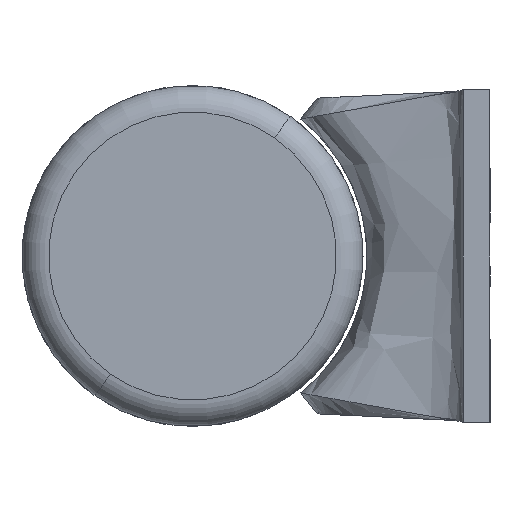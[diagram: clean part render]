
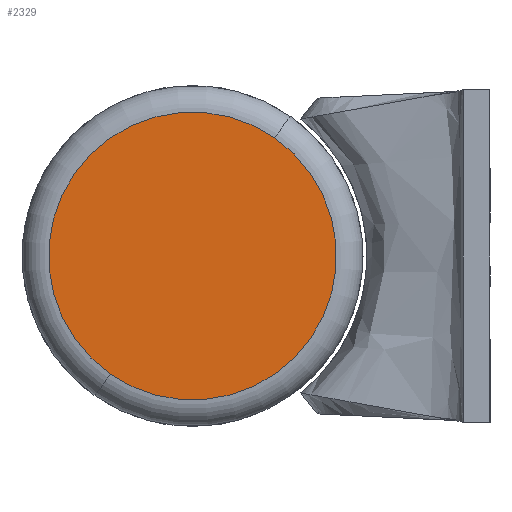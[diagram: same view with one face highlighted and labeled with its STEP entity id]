
A CAD part, left-side view. The second image highlights one B-rep face of the part: STEP entity #2329.
In plain terms, the highlighted planar face has unit normal (-1, 0, 0).
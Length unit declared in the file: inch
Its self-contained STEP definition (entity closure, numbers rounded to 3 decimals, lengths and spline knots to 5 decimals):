
#17 = FACE_OUTER_BOUND ( 'NONE', #4168, .T. ) ;
#194 = VERTEX_POINT ( 'NONE', #3716 ) ;
#470 = DIRECTION ( 'NONE',  ( 1., 0., 0. ) ) ;
#580 = CARTESIAN_POINT ( 'NONE',  ( -0.0785, 0., 0. ) ) ;
#982 = DIRECTION ( 'NONE',  ( 1., 0., 0. ) ) ;
#1103 = VERTEX_POINT ( 'NONE', #2532 ) ;
#1516 = DIRECTION ( 'NONE',  ( 0., 0.572, -0.82 ) ) ;
#1546 = AXIS2_PLACEMENT_3D ( 'NONE', #2458, #982, #2517 ) ;
#2329 = ADVANCED_FACE ( 'NONE', ( #17 ), #3352, .F. ) ;
#2458 = CARTESIAN_POINT ( 'NONE',  ( -0.0785, 0., 0. ) ) ;
#2517 = DIRECTION ( 'NONE',  ( 0., 0.572, -0.82 ) ) ;
#2532 = CARTESIAN_POINT ( 'NONE',  ( -0.0785, -0.09748, 0.13988 ) ) ;
#2669 = ORIENTED_EDGE ( 'NONE', *, *, #4127, .F. ) ;
#3238 = AXIS2_PLACEMENT_3D ( 'NONE', #580, #5356, #1516 ) ;
#3352 = PLANE ( 'NONE',  #5581 ) ;
#3716 = CARTESIAN_POINT ( 'NONE',  ( -0.0785, 0.09748, -0.13988 ) ) ;
#3902 = CARTESIAN_POINT ( 'NONE',  ( -0.0785, 0.13988, 0.09748 ) ) ;
#4127 = EDGE_CURVE ( 'NONE', #1103, #194, #5895, .T. ) ;
#4168 = EDGE_LOOP ( 'NONE', ( #5249, #2669 ) ) ;
#4244 = CIRCLE ( 'NONE', #1546, 0.1705 ) ;
#4864 = DIRECTION ( 'NONE',  ( 0., 0.572, -0.82 ) ) ;
#5049 = EDGE_CURVE ( 'NONE', #194, #1103, #4244, .T. ) ;
#5249 = ORIENTED_EDGE ( 'NONE', *, *, #5049, .F. ) ;
#5356 = DIRECTION ( 'NONE',  ( 1., 0., 0. ) ) ;
#5581 = AXIS2_PLACEMENT_3D ( 'NONE', #3902, #470, #4864 ) ;
#5895 = CIRCLE ( 'NONE', #3238, 0.1705 ) ;
